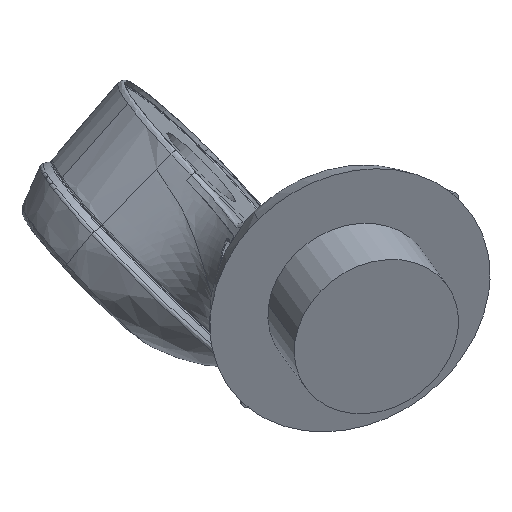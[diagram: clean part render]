
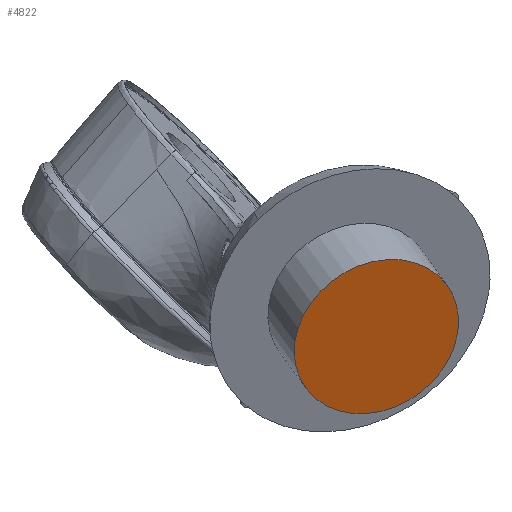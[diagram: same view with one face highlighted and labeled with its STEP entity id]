
A CAD part, left-side view. The second image highlights one B-rep face of the part: STEP entity #4822.
In plain terms, the highlighted planar face has unit normal (-0.814, -0.342, -0.47).
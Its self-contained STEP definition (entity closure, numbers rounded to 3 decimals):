
#99 = AXIS2_PLACEMENT_3D ( 'NONE', #7787, #7788, #7789 ) ;
#460 = FACE_OUTER_BOUND ( 'NONE', #2816, .T. ) ;
#2597 = EDGE_CURVE ( 'NONE', #3220, #3201, #4268, .T. ) ;
#2816 = EDGE_LOOP ( 'NONE', ( #4235, #4236 ) ) ;
#3201 = VERTEX_POINT ( 'NONE', #16656 ) ;
#3220 = VERTEX_POINT ( 'NONE', #16675 ) ;
#3741 = EDGE_CURVE ( 'NONE', #3201, #3220, #4354, .T. ) ;
#4235 = ORIENTED_EDGE ( 'NONE', *, *, #3741, .T. ) ;
#4236 = ORIENTED_EDGE ( 'NONE', *, *, #2597, .T. ) ;
#4268 = CIRCLE ( 'NONE', #4492, 36. ) ;
#4354 = CIRCLE ( 'NONE', #4528, 36. ) ;
#4492 = AXIS2_PLACEMENT_3D ( 'NONE', #15599, #15600, #15601 ) ;
#4528 = AXIS2_PLACEMENT_3D ( 'NONE', #23763, #23766, #23769 ) ;
#4822 = ADVANCED_FACE ( 'NONE', ( #460 ), #7779, .T. ) ;
#7779 = PLANE ( 'NONE',  #99 ) ;
#7787 = CARTESIAN_POINT ( 'NONE',  ( 47.881, 3.924, 406.972 ) ) ;
#7788 = DIRECTION ( 'NONE',  ( -0.814, -0.342, -0.47 ) ) ;
#7789 = DIRECTION ( 'NONE',  ( -0.571, 0.619, 0.539 ) ) ;
#15599 = CARTESIAN_POINT ( 'NONE',  ( 27.669, 61.629, 399.975 ) ) ;
#15600 = DIRECTION ( 'NONE',  ( -0.814, -0.342, -0.47 ) ) ;
#15601 = DIRECTION ( 'NONE',  ( -0.359, 0.932, -0.056 ) ) ;
#16656 = CARTESIAN_POINT ( 'NONE',  ( 14.736, 95.165, 397.963 ) ) ;
#16675 = CARTESIAN_POINT ( 'NONE',  ( 40.602, 28.092, 401.987 ) ) ;
#23763 = CARTESIAN_POINT ( 'NONE',  ( 27.669, 61.629, 399.975 ) ) ;
#23766 = DIRECTION ( 'NONE',  ( -0.814, -0.342, -0.47 ) ) ;
#23769 = DIRECTION ( 'NONE',  ( -0.359, 0.932, -0.056 ) ) ;
